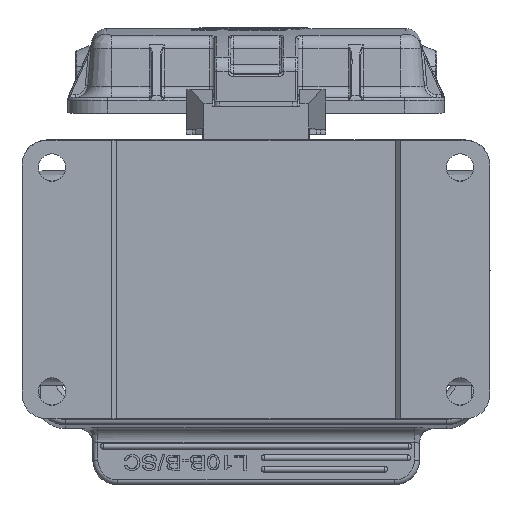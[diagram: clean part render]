
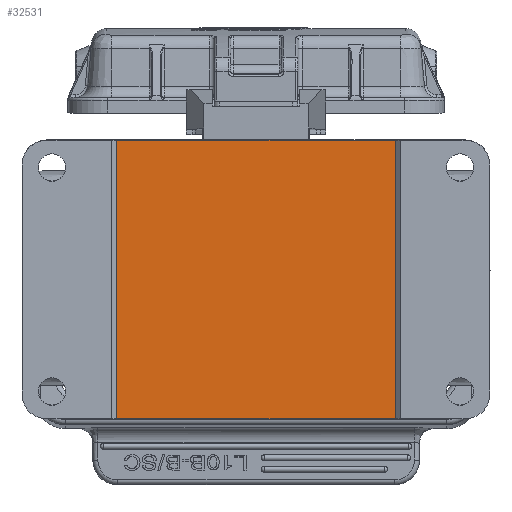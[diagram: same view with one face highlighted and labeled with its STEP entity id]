
A CAD part, front view. The second image highlights one B-rep face of the part: STEP entity #32531.
In plain terms, the highlighted planar face has unit normal (0, -1, -0.009).
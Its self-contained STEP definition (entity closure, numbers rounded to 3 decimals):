
#2814=DIRECTION('',(1.,0.,0.));
#2815=VECTOR('',#2814,56.);
#2816=CARTESIAN_POINT('',(18.986,-21.779,
-50.144));
#2817=LINE('',#2816,#2815);
#3218=DIRECTION('',(-1.,0.,0.));
#3219=VECTOR('',#3218,56.);
#3220=CARTESIAN_POINT('',(74.986,-22.285,5.854));
#3221=LINE('',#3220,#3219);
#3268=DIRECTION('',(0.,-0.009,1.));
#3269=VECTOR('',#3268,56.);
#3270=CARTESIAN_POINT('',(74.986,-21.796,
-50.144));
#3271=LINE('',#3270,#3269);
#3272=DIRECTION('',(0.,-0.009,1.));
#3273=VECTOR('',#3272,56.);
#3274=CARTESIAN_POINT('',(18.986,-21.779,
-50.144));
#3275=LINE('',#3274,#3273);
#26176=CARTESIAN_POINT('',(18.986,-21.779,
-50.144));
#26177=VERTEX_POINT('',#26176);
#26178=CARTESIAN_POINT('',(74.986,-21.796,
-50.144));
#26179=VERTEX_POINT('',#26178);
#26264=CARTESIAN_POINT('',(74.986,-22.285,
5.854));
#26265=VERTEX_POINT('',#26264);
#26266=CARTESIAN_POINT('',(18.986,-22.267,
5.854));
#26267=VERTEX_POINT('',#26266);
#32519=CARTESIAN_POINT('',(46.986,-22.032,
-22.145));
#32520=DIRECTION('',(0.,1.,0.009));
#32521=DIRECTION('',(0.,-0.009,1.));
#32522=AXIS2_PLACEMENT_3D('',#32519,#32520,#32521);
#32523=PLANE('',#32522);
#32524=ORIENTED_EDGE('',*,*,#31785,.F.);
#32526=ORIENTED_EDGE('',*,*,#32525,.T.);
#32527=ORIENTED_EDGE('',*,*,#32455,.F.);
#32528=ORIENTED_EDGE('',*,*,#32511,.F.);
#32529=EDGE_LOOP('',(#32524,#32526,#32527,#32528));
#32530=FACE_OUTER_BOUND('',#32529,.F.);
#31785=EDGE_CURVE('',#26177,#26179,#2817,.T.);
#32455=EDGE_CURVE('',#26265,#26267,#3221,.T.);
#32511=EDGE_CURVE('',#26179,#26265,#3271,.T.);
#32525=EDGE_CURVE('',#26177,#26267,#3275,.T.);
#32531=ADVANCED_FACE('',(#32530),#32523,.F.);
